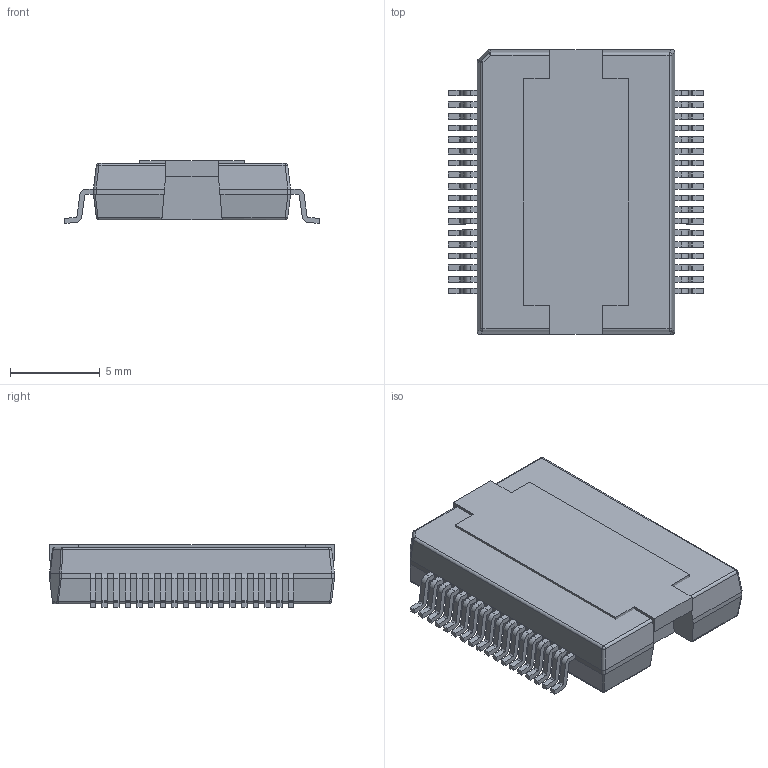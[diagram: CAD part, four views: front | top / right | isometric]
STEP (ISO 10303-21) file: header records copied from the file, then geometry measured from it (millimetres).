
FILE_DESCRIPTION((''),'2;1');
FILE_NAME('DKD0036A_ASM','2016-06-16T',('a0412025'),(''),'CREO PARAMETRIC BY PTC INC, 2016050','CREO PARAMETRIC BY PTC INC, 2016050','');
FILE_SCHEMA(('AUTOMOTIVE_DESIGN { 1 0 10303 214 1 1 1 1 }'));
Length unit declared in the file: millimetre
Products named in the file (5): BODY-SO; LEAD-SO; THERMALPAD-SO; PIN1-ID; DKD0036A_ASM
Assembly tree (39 placements, depth 2):
  DKD0036A_ASM
    BODY-SO
    LEAD-SO  x36
    THERMALPAD-SO
    PIN1-ID
Bounding box: 14.24 x 15.9 x 3.5 mm (x, y, z)
Volume: 765.2 mm3; surface area: 914.7 mm2
Topology: 38 solids, 38 shells, 599 faces, 1525 edges, 1002 vertices
Faces by surface type: plane 418, cylinder 172, sphere 7, bspline 2
Entity records: 5343 total; most frequent: CARTESIAN_POINT 1155, DIRECTION 566, ORIENTED_EDGE 530, PRESENTATION_STYLE_ASSIGNMENT 268, STYLED_ITEM 268, CURVE_STYLE 265, EDGE_CURVE 265, AXIS2_PLACEMENT_3D 189
